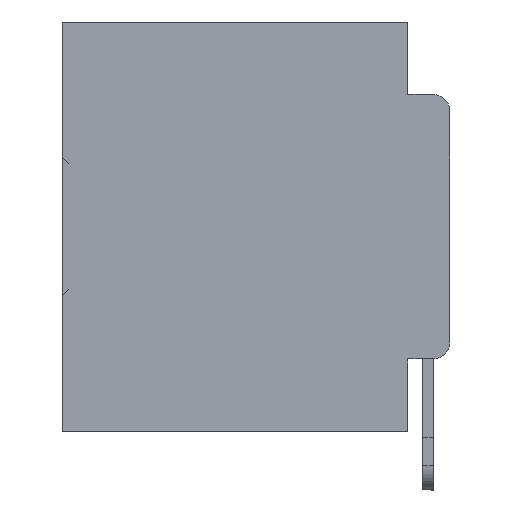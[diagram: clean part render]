
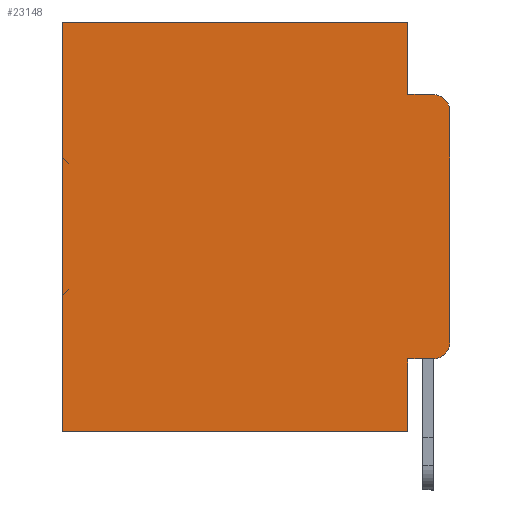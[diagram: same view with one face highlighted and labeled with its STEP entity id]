
A CAD part, left-side view. The second image highlights one B-rep face of the part: STEP entity #23148.
In plain terms, the highlighted planar face has unit normal (-1, 0, 0).
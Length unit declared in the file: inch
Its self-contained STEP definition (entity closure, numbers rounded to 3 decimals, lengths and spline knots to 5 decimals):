
#194 = CARTESIAN_POINT ( 'NONE',  ( 0.298, 0.051, 0. ) ) ;
#507 = DIRECTION ( 'NONE',  ( 0., 0., -1. ) ) ;
#891 = CARTESIAN_POINT ( 'NONE',  ( 0.298, 0.051, -0.4115 ) ) ;
#1699 = EDGE_CURVE ( 'NONE', #9897, #26358, #28860, .T. ) ;
#2236 = VECTOR ( 'NONE', #3767, 39.37008 ) ;
#3117 = CARTESIAN_POINT ( 'NONE',  ( 0.298, 0.02, -0.3915 ) ) ;
#3436 = EDGE_CURVE ( 'NONE', #26998, #6549, #9553, .T. ) ;
#3450 = AXIS2_PLACEMENT_3D ( 'NONE', #29272, #26432, #23780 ) ;
#3767 = DIRECTION ( 'NONE',  ( 0., 0., -1. ) ) ;
#4445 = EDGE_CURVE ( 'NONE', #9897, #7554, #20402, .T. ) ;
#4891 = ORIENTED_EDGE ( 'NONE', *, *, #3436, .T. ) ;
#5490 = EDGE_CURVE ( 'NONE', #27086, #12428, #26614, .T. ) ;
#5782 = CARTESIAN_POINT ( 'NONE',  ( 0.298, 0., -0.5 ) ) ;
#6074 = CARTESIAN_POINT ( 'NONE',  ( 0.298, 0.473, 0. ) ) ;
#6320 = CIRCLE ( 'NONE', #37126, 0.02 ) ;
#6385 = CARTESIAN_POINT ( 'NONE',  ( 0.298, 0., 0. ) ) ;
#6465 = CARTESIAN_POINT ( 'NONE',  ( 0.298, 0.051, -0.0885 ) ) ;
#6549 = VERTEX_POINT ( 'NONE', #20414 ) ;
#7002 = VECTOR ( 'NONE', #8445, 39.37008 ) ;
#7069 = ORIENTED_EDGE ( 'NONE', *, *, #5490, .F. ) ;
#7554 = VERTEX_POINT ( 'NONE', #21488 ) ;
#8058 = CARTESIAN_POINT ( 'NONE',  ( 0.298, 0.02, -0.0885 ) ) ;
#8194 = VERTEX_POINT ( 'NONE', #14417 ) ;
#8445 = DIRECTION ( 'NONE',  ( 0., 1., 0. ) ) ;
#8698 = ORIENTED_EDGE ( 'NONE', *, *, #26365, .F. ) ;
#9023 = DIRECTION ( 'NONE',  ( 0., 0., -1. ) ) ;
#9166 = CARTESIAN_POINT ( 'NONE',  ( 0.298, 0., 0. ) ) ;
#9220 = DIRECTION ( 'NONE',  ( 0., 0., -1. ) ) ;
#9553 = LINE ( 'NONE', #9166, #13000 ) ;
#9690 = CARTESIAN_POINT ( 'NONE',  ( 0.298, 0.02, -0.4115 ) ) ;
#9897 = VERTEX_POINT ( 'NONE', #36126 ) ;
#10167 = DIRECTION ( 'NONE',  ( 0., -1., 0. ) ) ;
#10625 = VECTOR ( 'NONE', #14239, 39.37008 ) ;
#10977 = ORIENTED_EDGE ( 'NONE', *, *, #14445, .T. ) ;
#12428 = VERTEX_POINT ( 'NONE', #36122 ) ;
#13000 = VECTOR ( 'NONE', #15423, 39.37008 ) ;
#14161 = CARTESIAN_POINT ( 'NONE',  ( 0.298, 0.051, -0.0885 ) ) ;
#14239 = DIRECTION ( 'NONE',  ( 0., 0., -1. ) ) ;
#14417 = CARTESIAN_POINT ( 'NONE',  ( 0.298, 0.473, -0.5 ) ) ;
#14445 = EDGE_CURVE ( 'NONE', #21072, #7554, #6320, .T. ) ;
#15081 = DIRECTION ( 'NONE',  ( -1., 0., 0. ) ) ;
#15423 = DIRECTION ( 'NONE',  ( 0., 1., 0. ) ) ;
#15696 = ORIENTED_EDGE ( 'NONE', *, *, #30111, .F. ) ;
#15700 = VERTEX_POINT ( 'NONE', #14161 ) ;
#15941 = CARTESIAN_POINT ( 'NONE',  ( 0.298, 0.051, 0. ) ) ;
#16148 = CARTESIAN_POINT ( 'NONE',  ( 0.298, 0., 0. ) ) ;
#17355 = DIRECTION ( 'NONE',  ( 0., 0., -1. ) ) ;
#17656 = DIRECTION ( 'NONE',  ( 0., -1., 0. ) ) ;
#17758 = ORIENTED_EDGE ( 'NONE', *, *, #1699, .T. ) ;
#18134 = CARTESIAN_POINT ( 'NONE',  ( 0.298, 0.051, 0. ) ) ;
#18277 = EDGE_CURVE ( 'NONE', #26998, #15700, #34844, .T. ) ;
#19093 = VECTOR ( 'NONE', #9023, 39.37008 ) ;
#20402 = LINE ( 'NONE', #16148, #19093 ) ;
#20414 = CARTESIAN_POINT ( 'NONE',  ( 0.298, 0.473, 0. ) ) ;
#21072 = VERTEX_POINT ( 'NONE', #9690 ) ;
#21488 = CARTESIAN_POINT ( 'NONE',  ( 0.298, 0., -0.3915 ) ) ;
#22521 = AXIS2_PLACEMENT_3D ( 'NONE', #6385, #32516, #9220 ) ;
#23148 = ADVANCED_FACE ( 'NONE', ( #35879 ), #32688, .F. ) ;
#23780 = DIRECTION ( 'NONE',  ( 0., 0., -1. ) ) ;
#26358 = VERTEX_POINT ( 'NONE', #8058 ) ;
#26365 = EDGE_CURVE ( 'NONE', #12428, #8194, #31165, .T. ) ;
#26432 = DIRECTION ( 'NONE',  ( -1., 0., 0. ) ) ;
#26614 = LINE ( 'NONE', #18134, #33575 ) ;
#26703 = LINE ( 'NONE', #6465, #36755 ) ;
#26998 = VERTEX_POINT ( 'NONE', #15941 ) ;
#27050 = EDGE_LOOP ( 'NONE', ( #37073, #17758, #15696, #30950, #4891, #29610, #8698, #7069, #33261, #10977 ) ) ;
#27086 = VERTEX_POINT ( 'NONE', #30703 ) ;
#28860 = CIRCLE ( 'NONE', #3450, 0.02 ) ;
#29272 = CARTESIAN_POINT ( 'NONE',  ( 0.298, 0.02, -0.1085 ) ) ;
#29610 = ORIENTED_EDGE ( 'NONE', *, *, #36189, .T. ) ;
#30111 = EDGE_CURVE ( 'NONE', #15700, #26358, #26703, .T. ) ;
#30703 = CARTESIAN_POINT ( 'NONE',  ( 0.298, 0.051, -0.4115 ) ) ;
#30950 = ORIENTED_EDGE ( 'NONE', *, *, #18277, .F. ) ;
#31165 = LINE ( 'NONE', #5782, #7002 ) ;
#32014 = EDGE_CURVE ( 'NONE', #27086, #21072, #36076, .T. ) ;
#32516 = DIRECTION ( 'NONE',  ( 1., 0., 0. ) ) ;
#32688 = PLANE ( 'NONE',  #22521 ) ;
#33261 = ORIENTED_EDGE ( 'NONE', *, *, #32014, .T. ) ;
#33575 = VECTOR ( 'NONE', #507, 39.37008 ) ;
#34844 = LINE ( 'NONE', #194, #2236 ) ;
#35152 = VECTOR ( 'NONE', #10167, 39.37008 ) ;
#35879 = FACE_OUTER_BOUND ( 'NONE', #27050, .T. ) ;
#36076 = LINE ( 'NONE', #891, #35152 ) ;
#36122 = CARTESIAN_POINT ( 'NONE',  ( 0.298, 0.051, -0.5 ) ) ;
#36126 = CARTESIAN_POINT ( 'NONE',  ( 0.298, 0., -0.1085 ) ) ;
#36189 = EDGE_CURVE ( 'NONE', #6549, #8194, #37129, .T. ) ;
#36755 = VECTOR ( 'NONE', #17656, 39.37008 ) ;
#37073 = ORIENTED_EDGE ( 'NONE', *, *, #4445, .F. ) ;
#37126 = AXIS2_PLACEMENT_3D ( 'NONE', #3117, #15081, #17355 ) ;
#37129 = LINE ( 'NONE', #6074, #10625 ) ;
